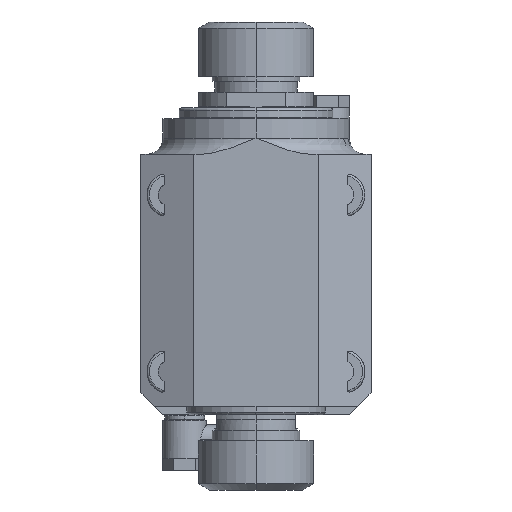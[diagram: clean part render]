
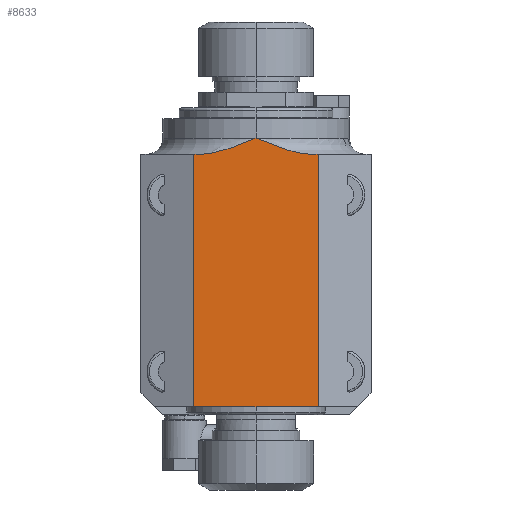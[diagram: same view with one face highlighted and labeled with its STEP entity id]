
A CAD part, left-side view. The second image highlights one B-rep face of the part: STEP entity #8633.
In plain terms, the highlighted planar face has unit normal (-1, 0, 0).
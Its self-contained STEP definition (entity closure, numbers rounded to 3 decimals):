
#1985=DIRECTION('',(0.,1.,0.));
#1986=VECTOR('',#1985,1.628);
#1987=CARTESIAN_POINT('',(-124.,21.071,47.));
#1988=LINE('',#1987,#1986);
#1989=DIRECTION('',(0.,1.,0.));
#1990=VECTOR('',#1989,1.628);
#1991=CARTESIAN_POINT('',(-124.,-22.699,47.));
#1992=LINE('',#1991,#1990);
#1993=DIRECTION('',(0.,0.,1.));
#1994=VECTOR('',#1993,92.);
#1995=CARTESIAN_POINT('',(-124.,-22.699,-45.));
#1996=LINE('',#1995,#1994);
#1997=DIRECTION('',(0.,1.,0.));
#1998=VECTOR('',#1997,45.399);
#1999=CARTESIAN_POINT('',(-124.,-22.699,-45.));
#2000=LINE('',#1999,#1998);
#2001=DIRECTION('',(0.,0.,1.));
#2002=VECTOR('',#2001,92.);
#2003=CARTESIAN_POINT('',(-124.,22.699,-45.));
#2004=LINE('',#2003,#2002);
#2029=CARTESIAN_POINT('',(-124.,21.071,47.));
#2030=CARTESIAN_POINT('',(-124.,20.541,47.));
#2031=CARTESIAN_POINT('',(-124.,19.402,47.039));
#2032=CARTESIAN_POINT('',(-124.,17.472,47.244));
#2033=CARTESIAN_POINT('',(-124.,15.291,47.627));
#2034=CARTESIAN_POINT('',(-124.,12.841,48.216));
#2035=CARTESIAN_POINT('',(-124.,10.103,49.041));
#2036=CARTESIAN_POINT('',(-124.,7.061,50.118));
#2037=CARTESIAN_POINT('',(-124.,3.713,51.442));
#2038=CARTESIAN_POINT('',(-124.,1.275,52.464));
#2039=CARTESIAN_POINT('',(-124.,0.,53.));
#2046=CARTESIAN_POINT('',(-124.,0.,53.));
#2047=CARTESIAN_POINT('',(-124.,-1.275,52.464));
#2048=CARTESIAN_POINT('',(-124.,-3.713,51.442));
#2049=CARTESIAN_POINT('',(-124.,-7.061,50.118));
#2050=CARTESIAN_POINT('',(-124.,-10.103,49.041));
#2051=CARTESIAN_POINT('',(-124.,-12.841,48.216));
#2052=CARTESIAN_POINT('',(-124.,-15.291,47.627));
#2053=CARTESIAN_POINT('',(-124.,-17.472,47.244));
#2054=CARTESIAN_POINT('',(-124.,-19.402,47.039));
#2055=CARTESIAN_POINT('',(-124.,-20.541,47.));
#2056=CARTESIAN_POINT('',(-124.,-21.071,47.));
#5933=CARTESIAN_POINT('',(-124.,-22.699,-45.));
#5934=CARTESIAN_POINT('',(-124.,22.699,-45.));
#5935=VERTEX_POINT('',#5933);
#5936=VERTEX_POINT('',#5934);
#5950=CARTESIAN_POINT('',(-124.,22.699,47.));
#5952=VERTEX_POINT('',#5950);
#5953=CARTESIAN_POINT('',(-124.,-22.699,47.));
#5955=VERTEX_POINT('',#5953);
#5957=CARTESIAN_POINT('',(-124.,-21.071,47.));
#5958=VERTEX_POINT('',#5957);
#5959=CARTESIAN_POINT('',(-124.,21.071,47.));
#5960=VERTEX_POINT('',#5959);
#5961=CARTESIAN_POINT('',(-124.,0.,53.));
#5962=VERTEX_POINT('',#5961);
#8616=CARTESIAN_POINT('',(-124.,0.,0.));
#8617=DIRECTION('',(1.,0.,0.));
#8618=DIRECTION('',(0.,1.,0.));
#8619=AXIS2_PLACEMENT_3D('',#8616,#8617,#8618);
#8620=PLANE('',#8619);
#8621=ORIENTED_EDGE('',*,*,#8422,.F.);
#8623=ORIENTED_EDGE('',*,*,#8622,.T.);
#8625=ORIENTED_EDGE('',*,*,#8624,.T.);
#8626=ORIENTED_EDGE('',*,*,#8414,.F.);
#8628=ORIENTED_EDGE('',*,*,#8627,.F.);
#8629=ORIENTED_EDGE('',*,*,#8558,.T.);
#8630=ORIENTED_EDGE('',*,*,#8580,.T.);
#8631=EDGE_LOOP('',(#8621,#8623,#8625,#8626,#8628,#8629,#8630));
#8632=FACE_OUTER_BOUND('',#8631,.F.);
#8633=ADVANCED_FACE('',(#8632),#8620,.F.);
#2040=B_SPLINE_CURVE_WITH_KNOTS('',3,(#2029,#2030,#2031,#2032,#2033,#2034,#2035,
#2036,#2037,#2038,#2039),.UNSPECIFIED.,.F.,.F.,(4,1,1,1,1,1,1,1,4),(0.,
0.125,0.25,0.375,0.5,0.625,0.75,0.875,1.),.UNSPECIFIED.);
#2057=B_SPLINE_CURVE_WITH_KNOTS('',3,(#2046,#2047,#2048,#2049,#2050,#2051,#2052,
#2053,#2054,#2055,#2056),.UNSPECIFIED.,.F.,.F.,(4,1,1,1,1,1,1,1,4),(0.,
0.125,0.25,0.375,0.5,0.625,0.75,0.875,1.),.UNSPECIFIED.);
#8414=EDGE_CURVE('',#5955,#5958,#1992,.T.);
#8422=EDGE_CURVE('',#5960,#5952,#1988,.T.);
#8558=EDGE_CURVE('',#5935,#5936,#2000,.T.);
#8580=EDGE_CURVE('',#5936,#5952,#2004,.T.);
#8622=EDGE_CURVE('',#5960,#5962,#2040,.T.);
#8624=EDGE_CURVE('',#5962,#5958,#2057,.T.);
#8627=EDGE_CURVE('',#5935,#5955,#1996,.T.);
